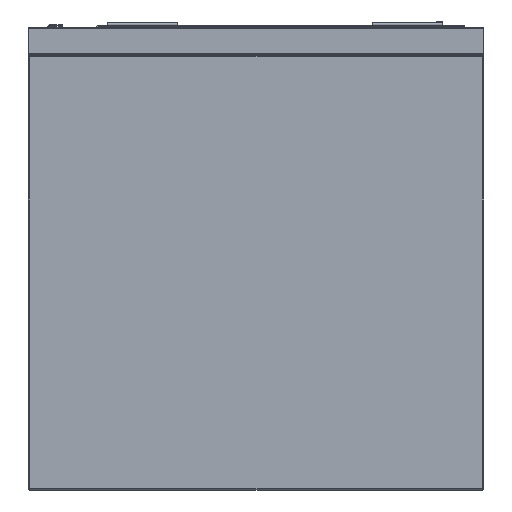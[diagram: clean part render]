
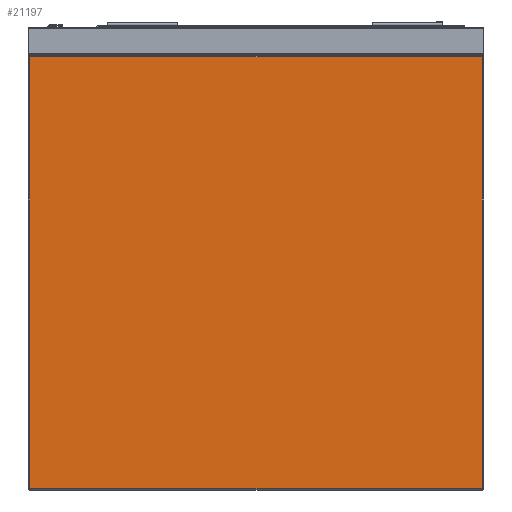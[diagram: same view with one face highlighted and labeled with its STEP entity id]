
A CAD part, left-side view. The second image highlights one B-rep face of the part: STEP entity #21197.
In plain terms, the highlighted planar face has unit normal (-1, 0, 0).
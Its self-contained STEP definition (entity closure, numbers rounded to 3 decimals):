
#1288 = CARTESIAN_POINT ( 'NONE',  ( -300., -325., -658. ) ) ;
#2856 = ORIENTED_EDGE ( 'NONE', *, *, #17249, .T. ) ;
#4193 = CARTESIAN_POINT ( 'NONE',  ( -300., 323., -660. ) ) ;
#6885 = VERTEX_POINT ( 'NONE', #30235 ) ;
#7071 = CARTESIAN_POINT ( 'NONE',  ( -300., -323., -658. ) ) ;
#7185 = VECTOR ( 'NONE', #27351, 1000. ) ;
#7277 = VECTOR ( 'NONE', #29217, 1000. ) ;
#8013 = VERTEX_POINT ( 'NONE', #7071 ) ;
#9089 = VERTEX_POINT ( 'NONE', #16881 ) ;
#10022 = DIRECTION ( 'NONE',  ( 0., 0., -1. ) ) ;
#11732 = EDGE_LOOP ( 'NONE', ( #29201, #2856, #21666, #20207 ) ) ;
#11838 = VECTOR ( 'NONE', #10022, 1000. ) ;
#11944 = LINE ( 'NONE', #19251, #7185 ) ;
#13044 = EDGE_CURVE ( 'NONE', #9089, #28580, #16524, .T. ) ;
#13815 = DIRECTION ( 'NONE',  ( -1., 0., 0. ) ) ;
#16153 = AXIS2_PLACEMENT_3D ( 'NONE', #25839, #13815, #16426 ) ;
#16426 = DIRECTION ( 'NONE',  ( 0., -1., 0. ) ) ;
#16524 = LINE ( 'NONE', #4193, #11838 ) ;
#16881 = CARTESIAN_POINT ( 'NONE',  ( -300., 323., -42. ) ) ;
#17249 = EDGE_CURVE ( 'NONE', #6885, #9089, #11944, .T. ) ;
#19251 = CARTESIAN_POINT ( 'NONE',  ( -300., 325., -42. ) ) ;
#20046 = EDGE_CURVE ( 'NONE', #28580, #8013, #31482, .T. ) ;
#20207 = ORIENTED_EDGE ( 'NONE', *, *, #20046, .T. ) ;
#21007 = LINE ( 'NONE', #30926, #26475 ) ;
#21197 = ADVANCED_FACE ( 'Fl�che7', ( #25685 ), #23891, .T. ) ;
#21666 = ORIENTED_EDGE ( 'NONE', *, *, #13044, .T. ) ;
#22086 = EDGE_CURVE ( 'NONE', #8013, #6885, #21007, .T. ) ;
#23891 = PLANE ( 'NONE',  #16153 ) ;
#25685 = FACE_OUTER_BOUND ( 'NONE', #11732, .T. ) ;
#25839 = CARTESIAN_POINT ( 'NONE',  ( -300., -325., -660. ) ) ;
#26475 = VECTOR ( 'NONE', #28487, 1000. ) ;
#27250 = CARTESIAN_POINT ( 'NONE',  ( -300., 323., -658. ) ) ;
#27351 = DIRECTION ( 'NONE',  ( 0., 1., 0. ) ) ;
#28487 = DIRECTION ( 'NONE',  ( 0., 0., 1. ) ) ;
#28580 = VERTEX_POINT ( 'NONE', #27250 ) ;
#29201 = ORIENTED_EDGE ( 'NONE', *, *, #22086, .T. ) ;
#29217 = DIRECTION ( 'NONE',  ( 0., -1., 0. ) ) ;
#30235 = CARTESIAN_POINT ( 'NONE',  ( -300., -323., -42. ) ) ;
#30926 = CARTESIAN_POINT ( 'NONE',  ( -300., -323., -660. ) ) ;
#31482 = LINE ( 'NONE', #1288, #7277 ) ;
